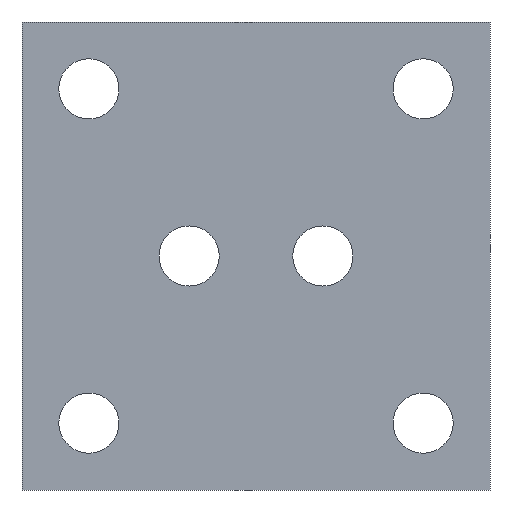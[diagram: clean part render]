
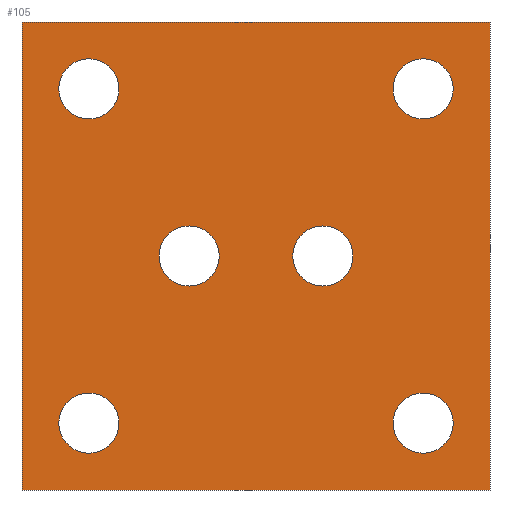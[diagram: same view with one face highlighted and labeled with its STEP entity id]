
A CAD part, front view. The second image highlights one B-rep face of the part: STEP entity #105.
In plain terms, the highlighted planar face has unit normal (0, -1, 0).
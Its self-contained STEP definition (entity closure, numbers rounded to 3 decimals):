
#105=ADVANCED_FACE('',(#178,#179,#180,#181,#182,#183,#184),#185,.T.);
#178=FACE_BOUND('',#268,.T.);
#179=FACE_BOUND('',#269,.T.);
#180=FACE_BOUND('',#270,.T.);
#181=FACE_BOUND('',#271,.T.);
#182=FACE_BOUND('',#272,.T.);
#183=FACE_BOUND('',#273,.T.);
#184=FACE_OUTER_BOUND('',#274,.T.);
#185=PLANE('',#275);
#268=EDGE_LOOP('',(#502,#503));
#269=EDGE_LOOP('',(#504,#505));
#270=EDGE_LOOP('',(#506,#507));
#271=EDGE_LOOP('',(#508,#509));
#272=EDGE_LOOP('',(#510,#511));
#273=EDGE_LOOP('',(#512,#513));
#274=EDGE_LOOP('',(#514,#515,#516,#517));
#275=AXIS2_PLACEMENT_3D('',#518,#519,#520);
#502=ORIENTED_EDGE('',*,*,#617,.T.);
#503=ORIENTED_EDGE('',*,*,#613,.T.);
#504=ORIENTED_EDGE('',*,*,#621,.T.);
#505=ORIENTED_EDGE('',*,*,#605,.T.);
#506=ORIENTED_EDGE('',*,*,#625,.T.);
#507=ORIENTED_EDGE('',*,*,#597,.T.);
#508=ORIENTED_EDGE('',*,*,#627,.T.);
#509=ORIENTED_EDGE('',*,*,#593,.T.);
#510=ORIENTED_EDGE('',*,*,#629,.T.);
#511=ORIENTED_EDGE('',*,*,#589,.T.);
#512=ORIENTED_EDGE('',*,*,#631,.T.);
#513=ORIENTED_EDGE('',*,*,#585,.T.);
#514=ORIENTED_EDGE('',*,*,#640,.T.);
#515=ORIENTED_EDGE('',*,*,#641,.T.);
#516=ORIENTED_EDGE('',*,*,#642,.T.);
#517=ORIENTED_EDGE('',*,*,#643,.T.);
#518=CARTESIAN_POINT('',(35.0,-16.0,35.0));
#519=DIRECTION('',(0.0,-1.0,0.));
#520=DIRECTION('',(1.0,0.0,0.0));
#585=EDGE_CURVE('',#687,#684,#688,.T.);
#589=EDGE_CURVE('',#695,#692,#696,.T.);
#593=EDGE_CURVE('',#703,#700,#704,.T.);
#597=EDGE_CURVE('',#711,#708,#712,.T.);
#605=EDGE_CURVE('',#727,#724,#728,.T.);
#613=EDGE_CURVE('',#743,#740,#744,.T.);
#617=EDGE_CURVE('',#740,#743,#749,.T.);
#621=EDGE_CURVE('',#724,#727,#753,.T.);
#625=EDGE_CURVE('',#708,#711,#757,.T.);
#627=EDGE_CURVE('',#700,#703,#759,.T.);
#629=EDGE_CURVE('',#692,#695,#761,.T.);
#631=EDGE_CURVE('',#684,#687,#763,.T.);
#640=EDGE_CURVE('',#772,#773,#774,.T.);
#641=EDGE_CURVE('',#773,#775,#776,.T.);
#642=EDGE_CURVE('',#775,#777,#778,.T.);
#643=EDGE_CURVE('',#777,#772,#779,.T.);
#684=VERTEX_POINT('',#832);
#687=VERTEX_POINT('',#836);
#688=CIRCLE('',#837,4.5);
#692=VERTEX_POINT('',#842);
#695=VERTEX_POINT('',#846);
#696=CIRCLE('',#847,4.5);
#700=VERTEX_POINT('',#852);
#703=VERTEX_POINT('',#856);
#704=CIRCLE('',#857,4.5);
#708=VERTEX_POINT('',#862);
#711=VERTEX_POINT('',#866);
#712=CIRCLE('',#867,4.5);
#724=VERTEX_POINT('',#882);
#727=VERTEX_POINT('',#886);
#728=CIRCLE('',#887,4.5);
#740=VERTEX_POINT('',#902);
#743=VERTEX_POINT('',#906);
#744=CIRCLE('',#907,4.5);
#749=CIRCLE('',#913,4.5);
#753=CIRCLE('',#917,4.5);
#757=CIRCLE('',#921,4.5);
#759=CIRCLE('',#923,4.5);
#761=CIRCLE('',#925,4.5);
#763=CIRCLE('',#927,4.5);
#772=VERTEX_POINT('',#936);
#773=VERTEX_POINT('',#937);
#774=LINE('',#938,#939);
#775=VERTEX_POINT('',#940);
#776=LINE('',#941,#942);
#777=VERTEX_POINT('',#943);
#778=LINE('',#944,#945);
#779=LINE('',#946,#947);
#832=CARTESIAN_POINT('',(14.5,-16.0,10.0));
#836=CARTESIAN_POINT('',(5.5,-16.0,10.0));
#837=AXIS2_PLACEMENT_3D('',#1001,#1002,#1003);
#842=CARTESIAN_POINT('',(14.5,-16.0,60.0));
#846=CARTESIAN_POINT('',(5.5,-16.0,60.0));
#847=AXIS2_PLACEMENT_3D('',#1009,#1010,#1011);
#852=CARTESIAN_POINT('',(64.5,-16.0,10.0));
#856=CARTESIAN_POINT('',(55.5,-16.0,10.0));
#857=AXIS2_PLACEMENT_3D('',#1017,#1018,#1019);
#862=CARTESIAN_POINT('',(64.5,-16.0,60.0));
#866=CARTESIAN_POINT('',(55.5,-16.0,60.0));
#867=AXIS2_PLACEMENT_3D('',#1025,#1026,#1027);
#882=CARTESIAN_POINT('',(49.5,-16.0,35.0));
#886=CARTESIAN_POINT('',(40.5,-16.0,35.0));
#887=AXIS2_PLACEMENT_3D('',#1041,#1042,#1043);
#902=CARTESIAN_POINT('',(29.5,-16.0,35.0));
#906=CARTESIAN_POINT('',(20.5,-16.0,35.0));
#907=AXIS2_PLACEMENT_3D('',#1057,#1058,#1059);
#913=AXIS2_PLACEMENT_3D('',#1067,#1068,#1069);
#917=AXIS2_PLACEMENT_3D('',#1079,#1080,#1081);
#921=AXIS2_PLACEMENT_3D('',#1091,#1092,#1093);
#923=AXIS2_PLACEMENT_3D('',#1097,#1098,#1099);
#925=AXIS2_PLACEMENT_3D('',#1103,#1104,#1105);
#927=AXIS2_PLACEMENT_3D('',#1109,#1110,#1111);
#936=CARTESIAN_POINT('',(70.0,-16.0,0.));
#937=CARTESIAN_POINT('',(70.0,-16.0,70.0));
#938=CARTESIAN_POINT('',(70.0,-16.0,35.0));
#939=VECTOR('',#1136,1.0);
#940=CARTESIAN_POINT('',(0.0,-16.0,70.0));
#941=CARTESIAN_POINT('',(35.0,-16.0,70.0));
#942=VECTOR('',#1137,1.0);
#943=CARTESIAN_POINT('',(0.0,-16.0,0.));
#944=CARTESIAN_POINT('',(0.0,-16.0,35.0));
#945=VECTOR('',#1138,1.0);
#946=CARTESIAN_POINT('',(35.0,-16.0,0.));
#947=VECTOR('',#1139,1.0);
#1001=CARTESIAN_POINT('',(10.0,-16.0,10.0));
#1002=DIRECTION('',(0.0,1.0,0.));
#1003=DIRECTION('',(1.0,0.0,0.0));
#1009=CARTESIAN_POINT('',(10.0,-16.0,60.0));
#1010=DIRECTION('',(0.0,1.0,0.));
#1011=DIRECTION('',(1.0,0.0,0.0));
#1017=CARTESIAN_POINT('',(60.0,-16.0,10.0));
#1018=DIRECTION('',(0.0,1.0,0.));
#1019=DIRECTION('',(1.0,0.0,0.0));
#1025=CARTESIAN_POINT('',(60.0,-16.0,60.0));
#1026=DIRECTION('',(0.0,1.0,0.));
#1027=DIRECTION('',(1.0,0.0,0.0));
#1041=CARTESIAN_POINT('',(45.0,-16.0,35.0));
#1042=DIRECTION('',(0.0,1.0,0.));
#1043=DIRECTION('',(1.0,0.0,0.0));
#1057=CARTESIAN_POINT('',(25.0,-16.0,35.0));
#1058=DIRECTION('',(0.0,1.0,0.));
#1059=DIRECTION('',(1.0,0.0,0.0));
#1067=CARTESIAN_POINT('',(25.0,-16.0,35.0));
#1068=DIRECTION('',(0.0,1.0,0.));
#1069=DIRECTION('',(1.0,0.0,0.0));
#1079=CARTESIAN_POINT('',(45.0,-16.0,35.0));
#1080=DIRECTION('',(0.0,1.0,0.));
#1081=DIRECTION('',(1.0,0.0,0.0));
#1091=CARTESIAN_POINT('',(60.0,-16.0,60.0));
#1092=DIRECTION('',(0.0,1.0,0.));
#1093=DIRECTION('',(1.0,0.0,0.0));
#1097=CARTESIAN_POINT('',(60.0,-16.0,10.0));
#1098=DIRECTION('',(0.0,1.0,0.));
#1099=DIRECTION('',(1.0,0.0,0.0));
#1103=CARTESIAN_POINT('',(10.0,-16.0,60.0));
#1104=DIRECTION('',(0.0,1.0,0.));
#1105=DIRECTION('',(1.0,0.0,0.0));
#1109=CARTESIAN_POINT('',(10.0,-16.0,10.0));
#1110=DIRECTION('',(0.0,1.0,0.));
#1111=DIRECTION('',(1.0,0.0,0.0));
#1136=DIRECTION('',(0.0,0.,1.0));
#1137=DIRECTION('',(-1.0,0.0,0.0));
#1138=DIRECTION('',(0.0,0.,-1.0));
#1139=DIRECTION('',(1.0,0.0,0.0));
